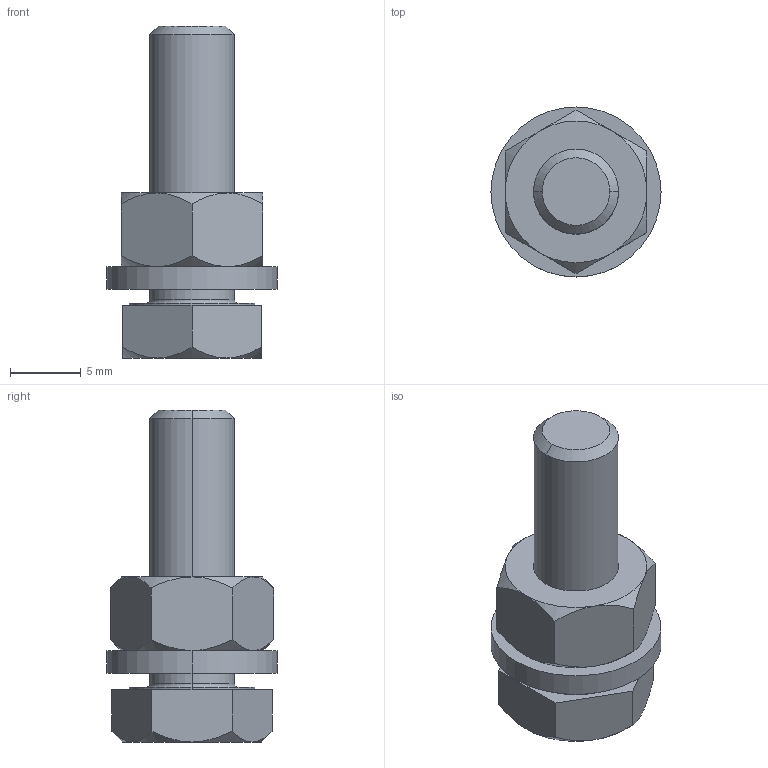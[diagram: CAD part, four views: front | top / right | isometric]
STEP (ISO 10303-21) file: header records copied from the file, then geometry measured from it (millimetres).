
FILE_DESCRIPTION((''),'2;1');
FILE_NAME('3156516_ASM','2014-03-27T',('AndreasKeweloh'),(''),'PRO/ENGINEER BY PARAMETRIC TECHNOLOGY CORPORATION, 2013410','PRO/ENGINEER BY PARAMETRIC TECHNOLOGY CORPORATION, 2013410','');
FILE_SCHEMA(('CONFIG_CONTROL_DESIGN'));
Length unit declared in the file: millimetre
Products named in the file (4): DEI4017_A_060_020_88; DEI7089_060_ST; DEI4032_OT_060_8; 3156516_ASM
Assembly tree (3 placements, depth 2):
  3156516_ASM
    DEI4017_A_060_020_88
    DEI7089_060_ST
    DEI4032_OT_060_8
Bounding box: 12 x 12 x 23.43 mm (x, y, z)
Volume: 1337 mm3; surface area: 1665.7 mm2
Topology: 3 solids, 5 shells, 61 faces, 132 edges, 80 vertices
Faces by surface type: cone 24, plane 21, cylinder 14, torus 2
Entity records: 1878 total; most frequent: CARTESIAN_POINT 446, DIRECTION 298, ORIENTED_EDGE 256, EDGE_CURVE 132, AXIS2_PLACEMENT_3D 130, VERTEX_POINT 80, EDGE_LOOP 68, FACE_OUTER_BOUND 61
